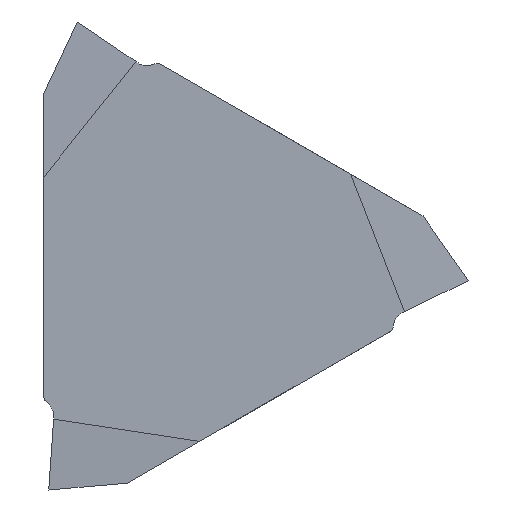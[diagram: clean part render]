
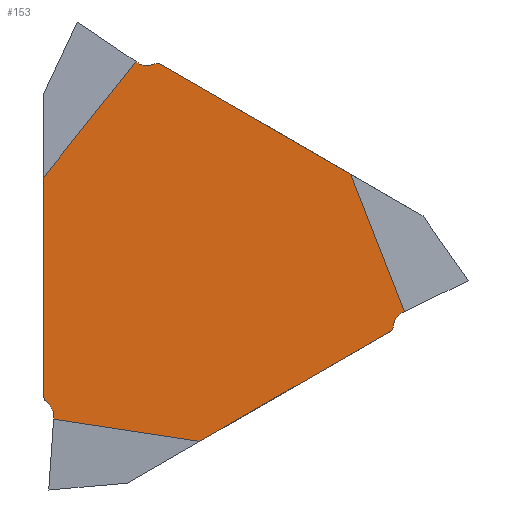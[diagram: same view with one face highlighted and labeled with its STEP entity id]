
A CAD part, left-side view. The second image highlights one B-rep face of the part: STEP entity #153.
In plain terms, the highlighted planar face has unit normal (-1, 0, 0).
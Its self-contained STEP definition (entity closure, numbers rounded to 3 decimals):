
#122=ELLIPSE('',#1592,0.251,0.25);
#123=ELLIPSE('',#1593,0.702,0.7);
#124=ELLIPSE('',#1594,0.251,0.25);
#125=ELLIPSE('',#1595,0.702,0.7);
#126=ELLIPSE('',#1596,0.251,0.25);
#127=ELLIPSE('',#1597,0.702,0.7);
#153=ADVANCED_FACE('',(#283),#242,.T.);
#242=PLANE('',#1598);
#283=FACE_OUTER_BOUND('',#372,.T.);
#372=EDGE_LOOP('',(#667,#668,#669,#670,#671,#672,#673,#674,#675,#676,#677,
#678,#679,#680,#681,#682,#683,#684));
#461=LINE('',#2165,#563);
#462=LINE('',#2170,#564);
#463=LINE('',#2174,#565);
#464=LINE('',#2176,#566);
#465=LINE('',#2178,#567);
#466=LINE('',#2182,#568);
#467=LINE('',#2186,#569);
#468=LINE('',#2188,#570);
#469=LINE('',#2190,#571);
#470=LINE('',#2194,#572);
#471=LINE('',#2198,#573);
#472=LINE('',#2200,#574);
#563=VECTOR('',#1740,1.);
#564=VECTOR('',#1743,1.);
#565=VECTOR('',#1746,1.);
#566=VECTOR('',#1747,1.);
#567=VECTOR('',#1748,1.);
#568=VECTOR('',#1751,1.);
#569=VECTOR('',#1754,1.);
#570=VECTOR('',#1755,1.);
#571=VECTOR('',#1756,1.);
#572=VECTOR('',#1759,1.);
#573=VECTOR('',#1762,1.);
#574=VECTOR('',#1763,1.);
#667=ORIENTED_EDGE('',*,*,#1273,.T.);
#668=ORIENTED_EDGE('',*,*,#1274,.T.);
#669=ORIENTED_EDGE('',*,*,#1275,.T.);
#670=ORIENTED_EDGE('',*,*,#1276,.F.);
#671=ORIENTED_EDGE('',*,*,#1277,.T.);
#672=ORIENTED_EDGE('',*,*,#1278,.F.);
#673=ORIENTED_EDGE('',*,*,#1279,.T.);
#674=ORIENTED_EDGE('',*,*,#1280,.T.);
#675=ORIENTED_EDGE('',*,*,#1281,.T.);
#676=ORIENTED_EDGE('',*,*,#1282,.F.);
#677=ORIENTED_EDGE('',*,*,#1283,.T.);
#678=ORIENTED_EDGE('',*,*,#1284,.F.);
#679=ORIENTED_EDGE('',*,*,#1285,.T.);
#680=ORIENTED_EDGE('',*,*,#1286,.T.);
#681=ORIENTED_EDGE('',*,*,#1287,.T.);
#682=ORIENTED_EDGE('',*,*,#1288,.F.);
#683=ORIENTED_EDGE('',*,*,#1289,.T.);
#684=ORIENTED_EDGE('',*,*,#1290,.F.);
#1129=VERTEX_POINT('',#2166);
#1130=VERTEX_POINT('',#2167);
#1131=VERTEX_POINT('',#2169);
#1132=VERTEX_POINT('',#2171);
#1133=VERTEX_POINT('',#2173);
#1134=VERTEX_POINT('',#2175);
#1135=VERTEX_POINT('',#2177);
#1136=VERTEX_POINT('',#2179);
#1137=VERTEX_POINT('',#2181);
#1138=VERTEX_POINT('',#2183);
#1139=VERTEX_POINT('',#2185);
#1140=VERTEX_POINT('',#2187);
#1141=VERTEX_POINT('',#2189);
#1142=VERTEX_POINT('',#2191);
#1143=VERTEX_POINT('',#2193);
#1144=VERTEX_POINT('',#2195);
#1145=VERTEX_POINT('',#2197);
#1146=VERTEX_POINT('',#2199);
#1273=EDGE_CURVE('',#1129,#1130,#461,.T.);
#1274=EDGE_CURVE('',#1130,#1131,#122,.T.);
#1275=EDGE_CURVE('',#1131,#1132,#462,.T.);
#1276=EDGE_CURVE('',#1133,#1132,#123,.T.);
#1277=EDGE_CURVE('',#1133,#1134,#463,.T.);
#1278=EDGE_CURVE('',#1135,#1134,#464,.T.);
#1279=EDGE_CURVE('',#1135,#1136,#465,.T.);
#1280=EDGE_CURVE('',#1136,#1137,#124,.T.);
#1281=EDGE_CURVE('',#1137,#1138,#466,.T.);
#1282=EDGE_CURVE('',#1139,#1138,#125,.T.);
#1283=EDGE_CURVE('',#1139,#1140,#467,.T.);
#1284=EDGE_CURVE('',#1141,#1140,#468,.T.);
#1285=EDGE_CURVE('',#1141,#1142,#469,.T.);
#1286=EDGE_CURVE('',#1142,#1143,#126,.T.);
#1287=EDGE_CURVE('',#1143,#1144,#470,.T.);
#1288=EDGE_CURVE('',#1145,#1144,#127,.T.);
#1289=EDGE_CURVE('',#1145,#1146,#471,.T.);
#1290=EDGE_CURVE('',#1129,#1146,#472,.T.);
#1592=AXIS2_PLACEMENT_3D('',#2168,#1741,#1742);
#1593=AXIS2_PLACEMENT_3D('',#2172,#1744,#1745);
#1594=AXIS2_PLACEMENT_3D('',#2180,#1749,#1750);
#1595=AXIS2_PLACEMENT_3D('',#2184,#1752,#1753);
#1596=AXIS2_PLACEMENT_3D('',#2192,#1757,#1758);
#1597=AXIS2_PLACEMENT_3D('',#2196,#1760,#1761);
#1598=AXIS2_PLACEMENT_3D('',#2201,#1764,#1765);
#1740=DIRECTION('',(0.,0.,-1.));
#1741=DIRECTION('',(-1.,0.,0.));
#1742=DIRECTION('',(0.,0.,-1.));
#1743=DIRECTION('',(0.,-0.707,-0.707));
#1744=DIRECTION('',(-1.,0.,0.));
#1745=DIRECTION('',(0.,0.447,-0.895));
#1746=DIRECTION('',(0.,0.07,-0.998));
#1747=DIRECTION('',(0.,0.989,0.151));
#1748=DIRECTION('',(0.,-0.866,0.5));
#1749=DIRECTION('',(-1.,0.,0.));
#1750=DIRECTION('',(0.,-0.866,0.5));
#1751=DIRECTION('',(0.,-0.259,0.966));
#1752=DIRECTION('',(-1.,0.,0.));
#1753=DIRECTION('',(0.,-0.998,0.06));
#1754=DIRECTION('',(0.,-0.899,0.438));
#1755=DIRECTION('',(0.,-0.364,-0.931));
#1756=DIRECTION('',(0.,0.866,0.5));
#1757=DIRECTION('',(-1.,0.,0.));
#1758=DIRECTION('',(0.,0.866,0.5));
#1759=DIRECTION('',(0.,0.966,-0.259));
#1760=DIRECTION('',(-1.,0.,0.));
#1761=DIRECTION('',(0.,0.551,0.834));
#1762=DIRECTION('',(0.,0.829,0.559));
#1763=DIRECTION('',(0.,-0.625,0.781));
#1764=DIRECTION('',(-1.,0.,0.));
#1765=DIRECTION('',(0.,0.,1.));
#2165=CARTESIAN_POINT('',(0.,7.1,12.298));
#2166=CARTESIAN_POINT('',(0.,7.1,4.009));
#2167=CARTESIAN_POINT('',(0.,7.1,-6.112));
#2168=CARTESIAN_POINT('',(0.,6.85,-6.112));
#2169=CARTESIAN_POINT('',(0.,7.026,-6.29));
#2170=CARTESIAN_POINT('',(0.,6.658,-6.658));
#2171=CARTESIAN_POINT('',(0.,6.842,-6.474));
#2172=CARTESIAN_POINT('',(0.,7.337,-6.972));
#2173=CARTESIAN_POINT('',(0.,6.639,-7.019));
#2174=CARTESIAN_POINT('',(0.,6.118,0.428));
#2175=CARTESIAN_POINT('',(0.,6.646,-7.128));
#2176=CARTESIAN_POINT('',(0.,1.213,-7.956));
#2177=CARTESIAN_POINT('',(0.,-0.078,-8.153));
#2178=CARTESIAN_POINT('',(0.,7.1,-12.298));
#2179=CARTESIAN_POINT('',(0.,-8.843,-3.093));
#2180=CARTESIAN_POINT('',(0.,-8.718,-2.876));
#2181=CARTESIAN_POINT('',(0.,-8.96,-2.94));
#2182=CARTESIAN_POINT('',(0.,-9.095,-2.437));
#2183=CARTESIAN_POINT('',(0.,-9.028,-2.688));
#2184=CARTESIAN_POINT('',(0.,-9.706,-2.868));
#2185=CARTESIAN_POINT('',(0.,-9.398,-2.24));
#2186=CARTESIAN_POINT('',(0.,-2.688,-5.512));
#2187=CARTESIAN_POINT('',(0.,-9.496,-2.192));
#2188=CARTESIAN_POINT('',(0.,-7.497,2.928));
#2189=CARTESIAN_POINT('',(0.,-7.022,4.144));
#2190=CARTESIAN_POINT('',(0.,-14.2,0.));
#2191=CARTESIAN_POINT('',(0.,1.743,9.205));
#2192=CARTESIAN_POINT('',(0.,1.868,8.988));
#2193=CARTESIAN_POINT('',(0.,1.934,9.23));
#2194=CARTESIAN_POINT('',(0.,2.437,9.095));
#2195=CARTESIAN_POINT('',(0.,2.186,9.162));
#2196=CARTESIAN_POINT('',(0.,2.369,9.84));
#2197=CARTESIAN_POINT('',(0.,2.759,9.259));
#2198=CARTESIAN_POINT('',(0.,-3.429,5.084));
#2199=CARTESIAN_POINT('',(0.,2.85,9.32));
#2200=CARTESIAN_POINT('',(0.,6.284,5.029));
#2201=CARTESIAN_POINT('',(0.,0.,0.));
